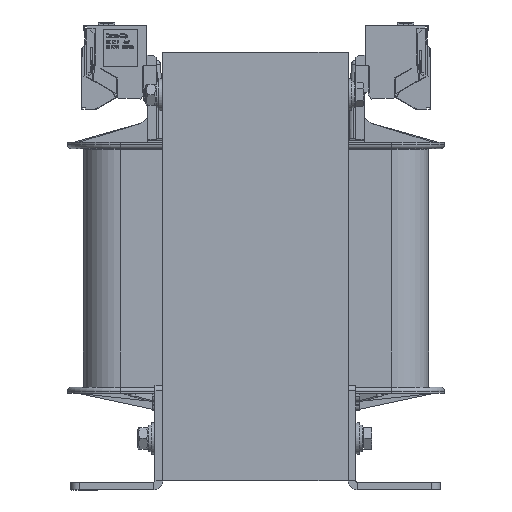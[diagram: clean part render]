
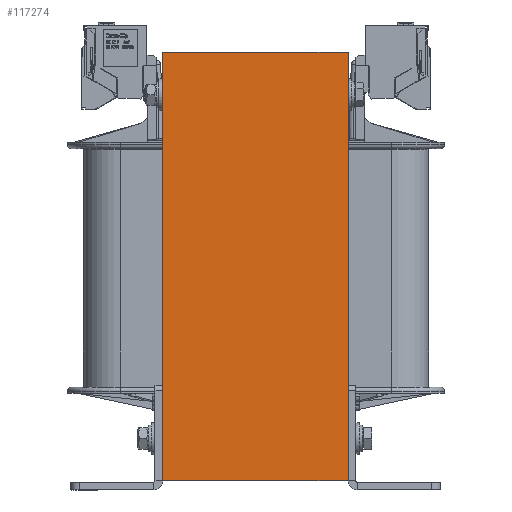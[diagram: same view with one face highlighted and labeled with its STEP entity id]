
A CAD part, left-side view. The second image highlights one B-rep face of the part: STEP entity #117274.
In plain terms, the highlighted planar face has unit normal (-1, 0, 0).
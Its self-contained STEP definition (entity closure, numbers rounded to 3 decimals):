
#6288=FACE_OUTER_BOUND('',#12369,.T.);
#12369=EDGE_LOOP('',(#73197,#73198,#73199,#73200));
#18687=LINE('',#157323,#31857);
#18720=LINE('',#157404,#31890);
#18723=LINE('',#157411,#31893);
#18725=LINE('',#157414,#31895);
#31857=VECTOR('',#130487,1.);
#31890=VECTOR('',#130562,1.);
#31893=VECTOR('',#130569,1.);
#31895=VECTOR('',#130573,1.);
#45026=VERTEX_POINT('',#157319);
#45028=VERTEX_POINT('',#157322);
#45055=VERTEX_POINT('',#157402);
#45057=VERTEX_POINT('',#157410);
#56100=EDGE_CURVE('',#45028,#45026,#18687,.T.);
#56141=EDGE_CURVE('',#45055,#45026,#18720,.T.);
#56144=EDGE_CURVE('',#45057,#45028,#18723,.T.);
#56146=EDGE_CURVE('',#45055,#45057,#18725,.T.);
#73197=ORIENTED_EDGE('',*,*,#56141,.F.);
#73198=ORIENTED_EDGE('',*,*,#56146,.T.);
#73199=ORIENTED_EDGE('',*,*,#56144,.T.);
#73200=ORIENTED_EDGE('',*,*,#56100,.T.);
#107161=PLANE('',#123673);
#117274=ADVANCED_FACE('',(#6288),#107161,.T.);
#123673=AXIS2_PLACEMENT_3D('',#157413,#130571,#130572);
#130487=DIRECTION('',(0.,0.,1.));
#130562=DIRECTION('',(0.,-1.,0.));
#130569=DIRECTION('',(0.,-1.,0.));
#130571=DIRECTION('center_axis',(-1.,0.,0.));
#130572=DIRECTION('ref_axis',(0.,-1.,0.));
#130573=DIRECTION('',(0.,0.,-1.));
#157319=CARTESIAN_POINT('',(490.1,-38.222,113.5));
#157322=CARTESIAN_POINT('',(490.1,-38.222,-48.5));
#157323=CARTESIAN_POINT('',(490.1,-38.222,113.5));
#157402=CARTESIAN_POINT('',(490.1,31.778,113.5));
#157404=CARTESIAN_POINT('',(490.1,31.778,113.5));
#157410=CARTESIAN_POINT('',(490.1,31.778,-48.5));
#157411=CARTESIAN_POINT('',(490.1,31.778,-48.5));
#157413=CARTESIAN_POINT('Origin',(490.1,31.778,-48.5));
#157414=CARTESIAN_POINT('',(490.1,31.778,113.5));
